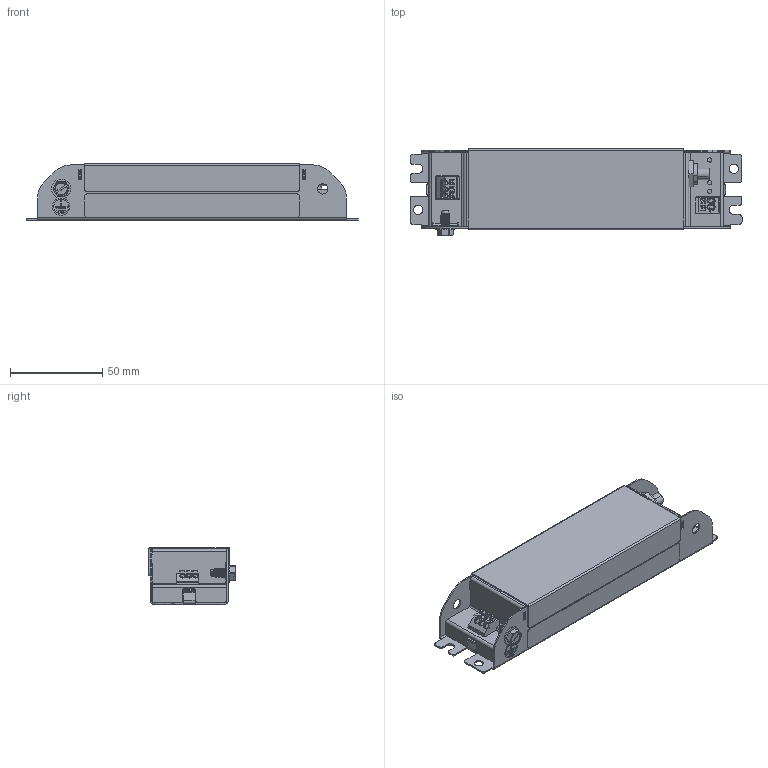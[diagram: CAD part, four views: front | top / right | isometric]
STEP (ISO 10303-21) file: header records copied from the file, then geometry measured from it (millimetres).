
FILE_DESCRIPTION (( 'STEP AP203' ), '1' );
FILE_NAME ('DIM10-100-REF-102616-120-003001-000.STEP', '2016-10-26T16:53:47', ( '' ), ( '' ), 'SwSTEP 2.0', 'SolidWorks 2016', '' );
FILE_SCHEMA (( 'CONFIG_CONTROL_DESIGN' ));
Length unit declared in the file: inch
Products named in the file (1): DIM10-100-REF-102616-120-003001-000
Bounding box: 180.34 x 46.89 x 30.9 mm (x, y, z)
Surface area: 77755 mm2 (no closed solid volume)
Topology: 0 solids, 22 shells, 554 faces, 2025 edges, 1484 vertices
Faces by surface type: plane 311, cylinder 194, cone 26, bspline 23
Entity records: 23444 total; most frequent: CARTESIAN_POINT 6543, DIRECTION 3405, ORIENTED_EDGE 3264, EDGE_CURVE 2025, VERTEX_POINT 1484, LINE 1155, VECTOR 1155, AXIS2_PLACEMENT_3D 1125
